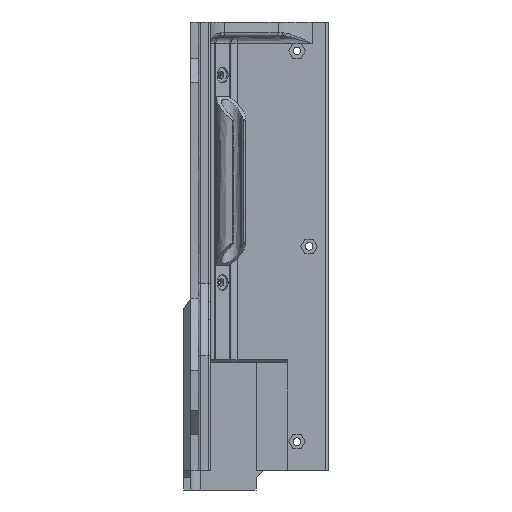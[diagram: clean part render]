
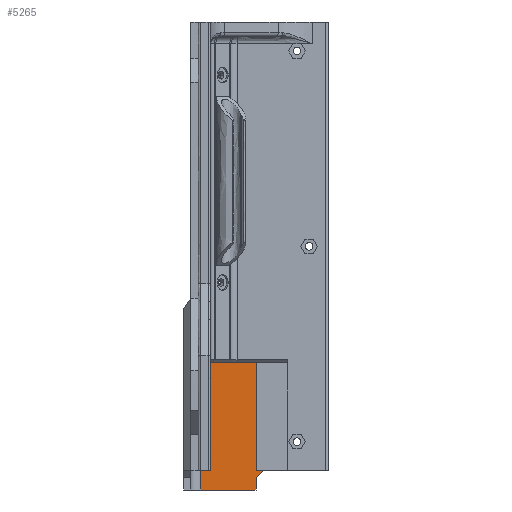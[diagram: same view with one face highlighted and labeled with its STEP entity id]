
A CAD part, front view. The second image highlights one B-rep face of the part: STEP entity #5265.
In plain terms, the highlighted free-form (B-spline) face has degree [1, 1] with [2, 2] control points.
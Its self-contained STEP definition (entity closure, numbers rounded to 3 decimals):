
#2251 = B_SPLINE_SURFACE_WITH_KNOTS('',1,1,(
    (#2252,#2253)
    ,(#2254,#2255
    )),.UNSPECIFIED.,.F.,.F.,.F.,(2,2),(2,2),(0.,1.),(0.,1.),
  .PIECEWISE_BEZIER_KNOTS.);
#2252 = CARTESIAN_POINT('',(-345.,-38.,45.));
#2253 = CARTESIAN_POINT('',(-345.,2.,45.));
#2254 = CARTESIAN_POINT('',(-305.,-38.,45.));
#2255 = CARTESIAN_POINT('',(-305.,2.,45.));
#3189 = VERTEX_POINT('',#3190);
#3190 = CARTESIAN_POINT('',(-318.,2.,45.));
#3203 = B_SPLINE_SURFACE_WITH_KNOTS('',1,1,(
    (#3204,#3205)
    ,(#3206,#3207
    )),.UNSPECIFIED.,.F.,.F.,.F.,(2,2),(2,2),(0.,1.),(0.,1.),
  .PIECEWISE_BEZIER_KNOTS.);
#3204 = CARTESIAN_POINT('',(-318.,-2.672,45.));
#3205 = CARTESIAN_POINT('',(-318.,-2.672,0.));
#3206 = CARTESIAN_POINT('',(-318.,2.,45.));
#3207 = CARTESIAN_POINT('',(-318.,2.,0.));
#3214 = EDGE_CURVE('',#3189,#3215,#3217,.T.);
#3215 = VERTEX_POINT('',#3216);
#3216 = CARTESIAN_POINT('',(-341.,2.,45.));
#3217 = SURFACE_CURVE('',#3218,(#3222,#3228),.PCURVE_S1.);
#3218 = LINE('',#3219,#3220);
#3219 = CARTESIAN_POINT('',(-318.,2.,45.));
#3220 = VECTOR('',#3221,1.);
#3221 = DIRECTION('',(-1.,0.,0.));
#3222 = PCURVE('',#2251,#3223);
#3223 = DEFINITIONAL_REPRESENTATION('',(#3224),#3227);
#3224 = B_SPLINE_CURVE_WITH_KNOTS('',1,(#3225,#3226),.UNSPECIFIED.,.F.,
  .F.,(2,2),(0.,23.),.PIECEWISE_BEZIER_KNOTS.);
#3225 = CARTESIAN_POINT('',(0.675,1.));
#3226 = CARTESIAN_POINT('',(0.1,1.));
#3227 = ( GEOMETRIC_REPRESENTATION_CONTEXT(2) 
PARAMETRIC_REPRESENTATION_CONTEXT() REPRESENTATION_CONTEXT('2D SPACE',''
  ) );
#3228 = PCURVE('',#3229,#3234);
#3229 = B_SPLINE_SURFACE_WITH_KNOTS('',1,1,(
    (#3230,#3231)
    ,(#3232,#3233
    )),.UNSPECIFIED.,.F.,.F.,.F.,(2,2),(2,2),(0.,1.),(0.,1.),
  .PIECEWISE_BEZIER_KNOTS.);
#3230 = CARTESIAN_POINT('',(-341.,2.,45.));
#3231 = CARTESIAN_POINT('',(-341.,2.,-8.));
#3232 = CARTESIAN_POINT('',(-315.,2.,45.));
#3233 = CARTESIAN_POINT('',(-315.,2.,-8.));
#3234 = DEFINITIONAL_REPRESENTATION('',(#3235),#3238);
#3235 = B_SPLINE_CURVE_WITH_KNOTS('',1,(#3236,#3237),.UNSPECIFIED.,.F.,
  .F.,(2,2),(0.,23.),.PIECEWISE_BEZIER_KNOTS.);
#3236 = CARTESIAN_POINT('',(0.885,0.));
#3237 = CARTESIAN_POINT('',(0.,0.));
#3238 = ( GEOMETRIC_REPRESENTATION_CONTEXT(2) 
PARAMETRIC_REPRESENTATION_CONTEXT() REPRESENTATION_CONTEXT('2D SPACE',''
  ) );
#3271 = SURFACE_OF_REVOLUTION('',#3272,#3276);
#3272 = LINE('',#3273,#3274);
#3273 = CARTESIAN_POINT('',(-345.,-2.,45.));
#3274 = VECTOR('',#3275,1.);
#3275 = DIRECTION('',(0.,0.,-1.));
#3276 = AXIS1_PLACEMENT('',#3277,#3278);
#3277 = CARTESIAN_POINT('',(-341.,-2.,30.));
#3278 = DIRECTION('',(0.,0.,1.));
#5144 = B_SPLINE_SURFACE_WITH_KNOTS('',1,1,(
    (#5145,#5146)
    ,(#5147,#5148
    )),.UNSPECIFIED.,.F.,.F.,.F.,(2,2),(2,2),(0.,1.),(0.,1.),
  .PIECEWISE_BEZIER_KNOTS.);
#5145 = CARTESIAN_POINT('',(-348.,-25.,-8.));
#5146 = CARTESIAN_POINT('',(-318.,-25.,-8.));
#5147 = CARTESIAN_POINT('',(-348.,5.,-8.));
#5148 = CARTESIAN_POINT('',(-318.,5.,-8.));
#5211 = VERTEX_POINT('',#5212);
#5212 = CARTESIAN_POINT('',(-341.,2.,-8.));
#5247 = EDGE_CURVE('',#3215,#5211,#5248,.T.);
#5248 = SURFACE_CURVE('',#5249,(#5253,#5259),.PCURVE_S1.);
#5249 = LINE('',#5250,#5251);
#5250 = CARTESIAN_POINT('',(-341.,2.,45.));
#5251 = VECTOR('',#5252,1.);
#5252 = DIRECTION('',(0.,0.,-1.));
#5253 = PCURVE('',#3271,#5254);
#5254 = DEFINITIONAL_REPRESENTATION('',(#5255),#5258);
#5255 = B_SPLINE_CURVE_WITH_KNOTS('',1,(#5256,#5257),.UNSPECIFIED.,.F.,
  .F.,(2,2),(0.,53.),.PIECEWISE_BEZIER_KNOTS.);
#5256 = CARTESIAN_POINT('',(4.712,0.));
#5257 = CARTESIAN_POINT('',(4.712,53.));
#5258 = ( GEOMETRIC_REPRESENTATION_CONTEXT(2) 
PARAMETRIC_REPRESENTATION_CONTEXT() REPRESENTATION_CONTEXT('2D SPACE',''
  ) );
#5259 = PCURVE('',#3229,#5260);
#5260 = DEFINITIONAL_REPRESENTATION('',(#5261),#5264);
#5261 = B_SPLINE_CURVE_WITH_KNOTS('',1,(#5262,#5263),.UNSPECIFIED.,.F.,
  .F.,(2,2),(0.,53.),.PIECEWISE_BEZIER_KNOTS.);
#5262 = CARTESIAN_POINT('',(0.,0.));
#5263 = CARTESIAN_POINT('',(0.,1.));
#5264 = ( GEOMETRIC_REPRESENTATION_CONTEXT(2) 
PARAMETRIC_REPRESENTATION_CONTEXT() REPRESENTATION_CONTEXT('2D SPACE',''
  ) );
#5265 = ADVANCED_FACE('',(#5266),#3229,.F.);
#5266 = FACE_BOUND('',#5267,.F.);
#5267 = EDGE_LOOP('',(#5268,#5296,#5315,#5316,#5317,#5338,#5364));
#5268 = ORIENTED_EDGE('',*,*,#5269,.T.);
#5269 = EDGE_CURVE('',#5270,#5272,#5274,.T.);
#5270 = VERTEX_POINT('',#5271);
#5271 = CARTESIAN_POINT('',(-318.,2.,-3.));
#5272 = VERTEX_POINT('',#5273);
#5273 = CARTESIAN_POINT('',(-318.,2.,-8.));
#5274 = SURFACE_CURVE('',#5275,(#5279,#5285),.PCURVE_S1.);
#5275 = LINE('',#5276,#5277);
#5276 = CARTESIAN_POINT('',(-318.,2.,-3.));
#5277 = VECTOR('',#5278,1.);
#5278 = DIRECTION('',(0.,0.,-1.));
#5279 = PCURVE('',#3229,#5280);
#5280 = DEFINITIONAL_REPRESENTATION('',(#5281),#5284);
#5281 = B_SPLINE_CURVE_WITH_KNOTS('',1,(#5282,#5283),.UNSPECIFIED.,.F.,
  .F.,(2,2),(0.,5.),.PIECEWISE_BEZIER_KNOTS.);
#5282 = CARTESIAN_POINT('',(0.885,0.906));
#5283 = CARTESIAN_POINT('',(0.885,1.));
#5284 = ( GEOMETRIC_REPRESENTATION_CONTEXT(2) 
PARAMETRIC_REPRESENTATION_CONTEXT() REPRESENTATION_CONTEXT('2D SPACE',''
  ) );
#5285 = PCURVE('',#5286,#5291);
#5286 = B_SPLINE_SURFACE_WITH_KNOTS('',1,1,(
    (#5287,#5288)
    ,(#5289,#5290
    )),.UNSPECIFIED.,.F.,.F.,.F.,(2,2),(2,2),(0.,1.),(0.,1.),
  .PIECEWISE_BEZIER_KNOTS.);
#5287 = CARTESIAN_POINT('',(-318.,5.,-3.));
#5288 = CARTESIAN_POINT('',(-318.,5.,-8.));
#5289 = CARTESIAN_POINT('',(-318.,2.,-3.));
#5290 = CARTESIAN_POINT('',(-318.,2.,-8.));
#5291 = DEFINITIONAL_REPRESENTATION('',(#5292),#5295);
#5292 = B_SPLINE_CURVE_WITH_KNOTS('',1,(#5293,#5294),.UNSPECIFIED.,.F.,
  .F.,(2,2),(0.,5.),.PIECEWISE_BEZIER_KNOTS.);
#5293 = CARTESIAN_POINT('',(1.,0.));
#5294 = CARTESIAN_POINT('',(1.,1.));
#5295 = ( GEOMETRIC_REPRESENTATION_CONTEXT(2) 
PARAMETRIC_REPRESENTATION_CONTEXT() REPRESENTATION_CONTEXT('2D SPACE',''
  ) );
#5296 = ORIENTED_EDGE('',*,*,#5297,.T.);
#5297 = EDGE_CURVE('',#5272,#5211,#5298,.T.);
#5298 = SURFACE_CURVE('',#5299,(#5303,#5309),.PCURVE_S1.);
#5299 = LINE('',#5300,#5301);
#5300 = CARTESIAN_POINT('',(-318.,2.,-8.));
#5301 = VECTOR('',#5302,1.);
#5302 = DIRECTION('',(-1.,0.,0.));
#5303 = PCURVE('',#3229,#5304);
#5304 = DEFINITIONAL_REPRESENTATION('',(#5305),#5308);
#5305 = B_SPLINE_CURVE_WITH_KNOTS('',1,(#5306,#5307),.UNSPECIFIED.,.F.,
  .F.,(2,2),(0.,23.),.PIECEWISE_BEZIER_KNOTS.);
#5306 = CARTESIAN_POINT('',(0.885,1.));
#5307 = CARTESIAN_POINT('',(0.,1.));
#5308 = ( GEOMETRIC_REPRESENTATION_CONTEXT(2) 
PARAMETRIC_REPRESENTATION_CONTEXT() REPRESENTATION_CONTEXT('2D SPACE',''
  ) );
#5309 = PCURVE('',#5144,#5310);
#5310 = DEFINITIONAL_REPRESENTATION('',(#5311),#5314);
#5311 = B_SPLINE_CURVE_WITH_KNOTS('',1,(#5312,#5313),.UNSPECIFIED.,.F.,
  .F.,(2,2),(0.,23.),.PIECEWISE_BEZIER_KNOTS.);
#5312 = CARTESIAN_POINT('',(0.9,1.));
#5313 = CARTESIAN_POINT('',(0.9,0.233));
#5314 = ( GEOMETRIC_REPRESENTATION_CONTEXT(2) 
PARAMETRIC_REPRESENTATION_CONTEXT() REPRESENTATION_CONTEXT('2D SPACE',''
  ) );
#5315 = ORIENTED_EDGE('',*,*,#5247,.F.);
#5316 = ORIENTED_EDGE('',*,*,#3214,.F.);
#5317 = ORIENTED_EDGE('',*,*,#5318,.F.);
#5318 = EDGE_CURVE('',#5319,#3189,#5321,.T.);
#5319 = VERTEX_POINT('',#5320);
#5320 = CARTESIAN_POINT('',(-318.,2.,0.));
#5321 = SURFACE_CURVE('',#5322,(#5326,#5332),.PCURVE_S1.);
#5322 = LINE('',#5323,#5324);
#5323 = CARTESIAN_POINT('',(-318.,2.,0.));
#5324 = VECTOR('',#5325,1.);
#5325 = DIRECTION('',(0.,0.,1.));
#5326 = PCURVE('',#3229,#5327);
#5327 = DEFINITIONAL_REPRESENTATION('',(#5328),#5331);
#5328 = B_SPLINE_CURVE_WITH_KNOTS('',1,(#5329,#5330),.UNSPECIFIED.,.F.,
  .F.,(2,2),(0.,45.),.PIECEWISE_BEZIER_KNOTS.);
#5329 = CARTESIAN_POINT('',(0.885,0.849));
#5330 = CARTESIAN_POINT('',(0.885,0.));
#5331 = ( GEOMETRIC_REPRESENTATION_CONTEXT(2) 
PARAMETRIC_REPRESENTATION_CONTEXT() REPRESENTATION_CONTEXT('2D SPACE',''
  ) );
#5332 = PCURVE('',#3203,#5333);
#5333 = DEFINITIONAL_REPRESENTATION('',(#5334),#5337);
#5334 = B_SPLINE_CURVE_WITH_KNOTS('',1,(#5335,#5336),.UNSPECIFIED.,.F.,
  .F.,(2,2),(0.,45.),.PIECEWISE_BEZIER_KNOTS.);
#5335 = CARTESIAN_POINT('',(1.,1.));
#5336 = CARTESIAN_POINT('',(1.,0.));
#5337 = ( GEOMETRIC_REPRESENTATION_CONTEXT(2) 
PARAMETRIC_REPRESENTATION_CONTEXT() REPRESENTATION_CONTEXT('2D SPACE',''
  ) );
#5338 = ORIENTED_EDGE('',*,*,#5339,.F.);
#5339 = EDGE_CURVE('',#5340,#5319,#5342,.T.);
#5340 = VERTEX_POINT('',#5341);
#5341 = CARTESIAN_POINT('',(-315.,2.,0.));
#5342 = SURFACE_CURVE('',#5343,(#5347,#5353),.PCURVE_S1.);
#5343 = LINE('',#5344,#5345);
#5344 = CARTESIAN_POINT('',(-315.,2.,0.));
#5345 = VECTOR('',#5346,1.);
#5346 = DIRECTION('',(-1.,0.,0.));
#5347 = PCURVE('',#3229,#5348);
#5348 = DEFINITIONAL_REPRESENTATION('',(#5349),#5352);
#5349 = B_SPLINE_CURVE_WITH_KNOTS('',1,(#5350,#5351),.UNSPECIFIED.,.F.,
  .F.,(2,2),(0.,3.),.PIECEWISE_BEZIER_KNOTS.);
#5350 = CARTESIAN_POINT('',(1.,0.849));
#5351 = CARTESIAN_POINT('',(0.885,0.849));
#5352 = ( GEOMETRIC_REPRESENTATION_CONTEXT(2) 
PARAMETRIC_REPRESENTATION_CONTEXT() REPRESENTATION_CONTEXT('2D SPACE',''
  ) );
#5353 = PCURVE('',#5354,#5359);
#5354 = B_SPLINE_SURFACE_WITH_KNOTS('',1,1,(
    (#5355,#5356)
    ,(#5357,#5358
    )),.UNSPECIFIED.,.F.,.F.,.F.,(2,2),(2,2),(0.,1.),(0.,1.),
  .PIECEWISE_BEZIER_KNOTS.);
#5355 = CARTESIAN_POINT('',(-287.152,1.948,0.));
#5356 = CARTESIAN_POINT('',(-288.343,-8.138,0.));
#5357 = CARTESIAN_POINT('',(-317.582,5.541,0.));
#5358 = CARTESIAN_POINT('',(-318.773,-4.545,0.));
#5359 = DEFINITIONAL_REPRESENTATION('',(#5360),#5363);
#5360 = B_SPLINE_CURVE_WITH_KNOTS('',1,(#5361,#5362),.UNSPECIFIED.,.F.,
  .F.,(2,2),(0.,3.),.PIECEWISE_BEZIER_KNOTS.);
#5361 = CARTESIAN_POINT('',(0.903,0.316));
#5362 = CARTESIAN_POINT('',(1.,0.351));
#5363 = ( GEOMETRIC_REPRESENTATION_CONTEXT(2) 
PARAMETRIC_REPRESENTATION_CONTEXT() REPRESENTATION_CONTEXT('2D SPACE',''
  ) );
#5364 = ORIENTED_EDGE('',*,*,#5365,.F.);
#5365 = EDGE_CURVE('',#5270,#5340,#5366,.T.);
#5366 = SURFACE_CURVE('',#5367,(#5371,#5377),.PCURVE_S1.);
#5367 = LINE('',#5368,#5369);
#5368 = CARTESIAN_POINT('',(-318.,2.,-3.));
#5369 = VECTOR('',#5370,1.);
#5370 = DIRECTION('',(0.707,0.,0.707));
#5371 = PCURVE('',#3229,#5372);
#5372 = DEFINITIONAL_REPRESENTATION('',(#5373),#5376);
#5373 = B_SPLINE_CURVE_WITH_KNOTS('',1,(#5374,#5375),.UNSPECIFIED.,.F.,
  .F.,(2,2),(0.,4.243),.PIECEWISE_BEZIER_KNOTS.);
#5374 = CARTESIAN_POINT('',(0.885,0.906));
#5375 = CARTESIAN_POINT('',(1.,0.849));
#5376 = ( GEOMETRIC_REPRESENTATION_CONTEXT(2) 
PARAMETRIC_REPRESENTATION_CONTEXT() REPRESENTATION_CONTEXT('2D SPACE',''
  ) );
#5377 = PCURVE('',#5378,#5383);
#5378 = B_SPLINE_SURFACE_WITH_KNOTS('',1,1,(
    (#5379,#5380)
    ,(#5381,#5382
    )),.UNSPECIFIED.,.F.,.F.,.F.,(2,2),(2,2),(0.,1.),(0.,1.),
  .PIECEWISE_BEZIER_KNOTS.);
#5379 = CARTESIAN_POINT('',(-315.,2.,0.));
#5380 = CARTESIAN_POINT('',(-318.,2.,-3.));
#5381 = CARTESIAN_POINT('',(-315.,5.,0.));
#5382 = CARTESIAN_POINT('',(-318.,5.,-3.));
#5383 = DEFINITIONAL_REPRESENTATION('',(#5384),#5387);
#5384 = B_SPLINE_CURVE_WITH_KNOTS('',1,(#5385,#5386),.UNSPECIFIED.,.F.,
  .F.,(2,2),(0.,4.243),.PIECEWISE_BEZIER_KNOTS.);
#5385 = CARTESIAN_POINT('',(0.,1.));
#5386 = CARTESIAN_POINT('',(0.,0.));
#5387 = ( GEOMETRIC_REPRESENTATION_CONTEXT(2) 
PARAMETRIC_REPRESENTATION_CONTEXT() REPRESENTATION_CONTEXT('2D SPACE',''
  ) );
